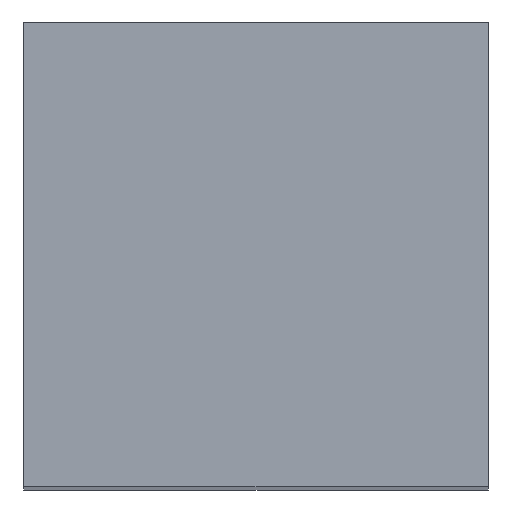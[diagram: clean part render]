
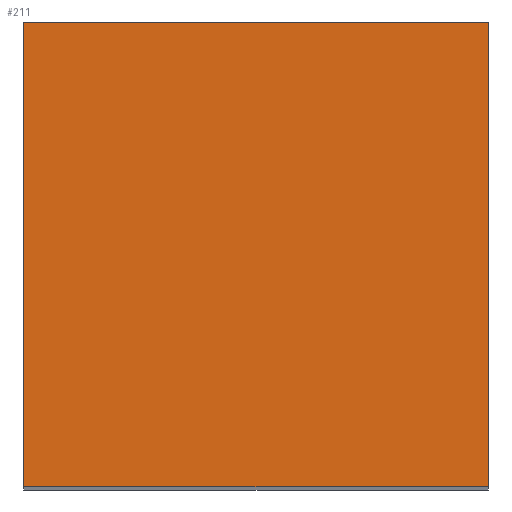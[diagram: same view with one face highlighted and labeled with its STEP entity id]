
A CAD part, top view. The second image highlights one B-rep face of the part: STEP entity #211.
In plain terms, the highlighted planar face has unit normal (0, 0, 1).
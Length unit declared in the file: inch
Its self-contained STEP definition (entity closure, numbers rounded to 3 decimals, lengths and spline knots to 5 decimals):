
#8 = VECTOR ( 'NONE', #106, 39.37008 ) ;
#12 = VECTOR ( 'NONE', #97, 39.37008 ) ;
#37 = DIRECTION ( 'NONE',  ( -1., 0., 0. ) ) ;
#38 = DIRECTION ( 'NONE',  ( 0., 0., -1. ) ) ;
#39 = CARTESIAN_POINT ( 'NONE',  ( 0.125, 0.125, 0. ) ) ;
#43 = PLANE ( 'NONE',  #191 ) ;
#55 = DIRECTION ( 'NONE',  ( 1., 0., 0. ) ) ;
#56 = CARTESIAN_POINT ( 'NONE',  ( 0.125, 0.125, 0. ) ) ;
#57 = LINE ( 'NONE', #56, #187 ) ;
#81 = DIRECTION ( 'NONE',  ( 0., -1., 0. ) ) ;
#82 = CARTESIAN_POINT ( 'NONE',  ( 0., 0.125, 0. ) ) ;
#83 = LINE ( 'NONE', #82, #172 ) ;
#97 = DIRECTION ( 'NONE',  ( 1., 0., 0. ) ) ;
#100 = LINE ( 'NONE', #101, #12 ) ;
#101 = CARTESIAN_POINT ( 'NONE',  ( 0.125, 0., 0. ) ) ;
#105 = LINE ( 'NONE', #107, #8 ) ;
#106 = DIRECTION ( 'NONE',  ( 0., -1., 0. ) ) ;
#107 = CARTESIAN_POINT ( 'NONE',  ( 0.125, 0.125, 0. ) ) ;
#108 = CARTESIAN_POINT ( 'NONE',  ( 0., 0., 0. ) ) ;
#113 = CARTESIAN_POINT ( 'NONE',  ( 0., 0.125, 0. ) ) ;
#114 = CARTESIAN_POINT ( 'NONE',  ( 0.125, 0., 0. ) ) ;
#115 = CARTESIAN_POINT ( 'NONE',  ( 0.125, 0.125, 0. ) ) ;
#126 = ORIENTED_EDGE ( 'NONE', *, *, #194, .T. ) ;
#127 = ORIENTED_EDGE ( 'NONE', *, *, #158, .F. ) ;
#128 = ORIENTED_EDGE ( 'NONE', *, *, #202, .F. ) ;
#129 = VERTEX_POINT ( 'NONE', #115 ) ;
#130 = VERTEX_POINT ( 'NONE', #114 ) ;
#131 = VERTEX_POINT ( 'NONE', #113 ) ;
#134 = VERTEX_POINT ( 'NONE', #108 ) ;
#142 = EDGE_LOOP ( 'NONE', ( #153, #127, #128, #126 ) ) ;
#153 = ORIENTED_EDGE ( 'NONE', *, *, #160, .T. ) ;
#158 = EDGE_CURVE ( 'NONE', #129, #130, #105, .T. ) ;
#160 = EDGE_CURVE ( 'NONE', #134, #130, #100, .T. ) ;
#172 = VECTOR ( 'NONE', #81, 39.37008 ) ;
#187 = VECTOR ( 'NONE', #55, 39.37008 ) ;
#189 = FACE_OUTER_BOUND ( 'NONE', #142, .T. ) ;
#191 = AXIS2_PLACEMENT_3D ( 'NONE', #39, #38, #37 ) ;
#194 = EDGE_CURVE ( 'NONE', #131, #134, #83, .T. ) ;
#202 = EDGE_CURVE ( 'NONE', #131, #129, #57, .T. ) ;
#211 = ADVANCED_FACE ( 'NONE', ( #189 ), #43, .F. ) ;
